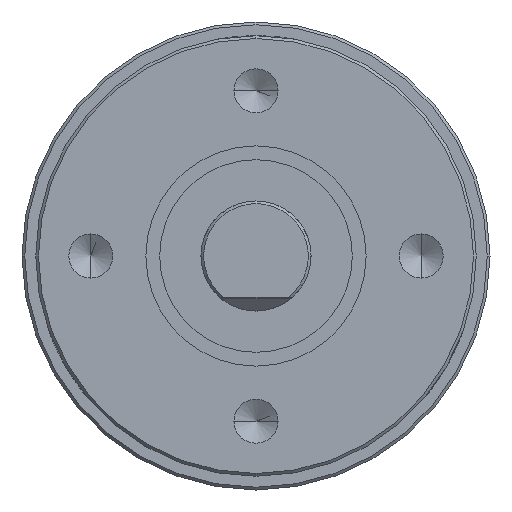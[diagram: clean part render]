
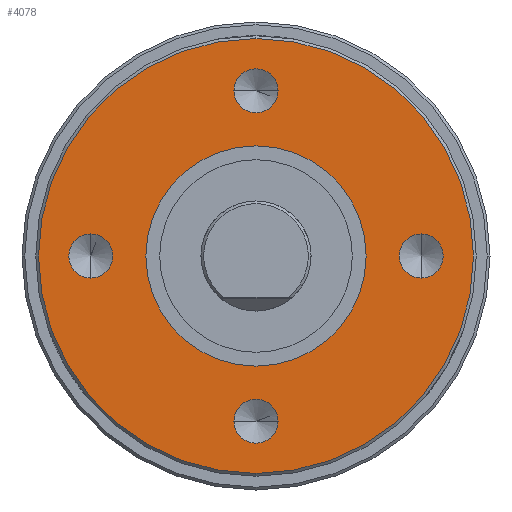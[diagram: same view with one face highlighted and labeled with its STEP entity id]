
A CAD part, left-side view. The second image highlights one B-rep face of the part: STEP entity #4078.
In plain terms, the highlighted planar face has unit normal (-1, 0, 0).
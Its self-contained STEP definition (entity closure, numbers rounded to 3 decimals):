
#442=CARTESIAN_POINT('',(-16.,0.,0.));
#443=DIRECTION('',(-1.,0.,0.));
#444=DIRECTION('',(0.,0.,-1.));
#445=AXIS2_PLACEMENT_3D('',#442,#443,#444);
#447=CARTESIAN_POINT('',(-16.,0.,0.));
#448=DIRECTION('',(-1.,0.,0.));
#449=DIRECTION('',(0.,0.,1.));
#450=AXIS2_PLACEMENT_3D('',#447,#448,#449);
#452=CARTESIAN_POINT('',(-16.,-6.,0.));
#453=DIRECTION('',(-1.,0.,0.));
#454=DIRECTION('',(0.,0.,-1.));
#455=AXIS2_PLACEMENT_3D('',#452,#453,#454);
#457=CARTESIAN_POINT('',(-16.,-6.,0.));
#458=DIRECTION('',(-1.,0.,0.));
#459=DIRECTION('',(0.,0.,1.));
#460=AXIS2_PLACEMENT_3D('',#457,#458,#459);
#462=CARTESIAN_POINT('',(-16.,0.,-6.));
#463=DIRECTION('',(-1.,0.,0.));
#464=DIRECTION('',(0.,1.,0.));
#465=AXIS2_PLACEMENT_3D('',#462,#463,#464);
#467=CARTESIAN_POINT('',(-16.,0.,-6.));
#468=DIRECTION('',(-1.,0.,0.));
#469=DIRECTION('',(0.,-1.,0.));
#470=AXIS2_PLACEMENT_3D('',#467,#468,#469);
#472=CARTESIAN_POINT('',(-16.,6.,0.));
#473=DIRECTION('',(-1.,0.,0.));
#474=DIRECTION('',(0.,0.,1.));
#475=AXIS2_PLACEMENT_3D('',#472,#473,#474);
#477=CARTESIAN_POINT('',(-16.,6.,0.));
#478=DIRECTION('',(-1.,0.,0.));
#479=DIRECTION('',(0.,0.,-1.));
#480=AXIS2_PLACEMENT_3D('',#477,#478,#479);
#482=CARTESIAN_POINT('',(-16.,0.,6.));
#483=DIRECTION('',(-1.,0.,0.));
#484=DIRECTION('',(0.,-1.,0.));
#485=AXIS2_PLACEMENT_3D('',#482,#483,#484);
#487=CARTESIAN_POINT('',(-16.,0.,6.));
#488=DIRECTION('',(-1.,0.,0.));
#489=DIRECTION('',(0.,1.,0.));
#490=AXIS2_PLACEMENT_3D('',#487,#488,#489);
#504=CARTESIAN_POINT('',(-16.,0.,0.));
#505=DIRECTION('',(-1.,0.,0.));
#506=DIRECTION('',(0.,0.,-1.));
#507=AXIS2_PLACEMENT_3D('',#504,#505,#506);
#509=CARTESIAN_POINT('',(-16.,0.,0.));
#510=DIRECTION('',(1.,0.,0.));
#511=DIRECTION('',(0.,0.,-1.));
#512=AXIS2_PLACEMENT_3D('',#509,#510,#511);
#3350=CARTESIAN_POINT('',(-16.,0.,-4.));
#3352=VERTEX_POINT('',#3350);
#3358=CARTESIAN_POINT('',(-16.,0.,4.));
#3360=VERTEX_POINT('',#3358);
#3378=CARTESIAN_POINT('',(-16.,-6.,-0.8));
#3379=CARTESIAN_POINT('',(-16.,-6.,0.8));
#3380=VERTEX_POINT('',#3378);
#3381=VERTEX_POINT('',#3379);
#3388=CARTESIAN_POINT('',(-16.,0.8,-6.));
#3389=CARTESIAN_POINT('',(-16.,-0.8,-6.));
#3390=VERTEX_POINT('',#3388);
#3391=VERTEX_POINT('',#3389);
#3398=CARTESIAN_POINT('',(-16.,6.,0.8));
#3399=CARTESIAN_POINT('',(-16.,6.,-0.8));
#3400=VERTEX_POINT('',#3398);
#3401=VERTEX_POINT('',#3399);
#3408=CARTESIAN_POINT('',(-16.,-0.8,6.));
#3409=CARTESIAN_POINT('',(-16.,0.8,6.));
#3410=VERTEX_POINT('',#3408);
#3411=VERTEX_POINT('',#3409);
#3436=CARTESIAN_POINT('',(-16.,0.,-7.9));
#3437=CARTESIAN_POINT('',(-16.,0.,7.9));
#3438=VERTEX_POINT('',#3436);
#3439=VERTEX_POINT('',#3437);
#4038=CARTESIAN_POINT('',(-16.,0.,0.));
#4039=DIRECTION('',(1.,0.,0.));
#4040=DIRECTION('',(0.,0.,1.));
#4041=AXIS2_PLACEMENT_3D('',#4038,#4039,#4040);
#4042=PLANE('',#4041);
#4043=ORIENTED_EDGE('',*,*,#4028,.F.);
#4045=ORIENTED_EDGE('',*,*,#4044,.F.);
#4046=EDGE_LOOP('',(#4043,#4045));
#4047=FACE_OUTER_BOUND('',#4046,.F.);
#4049=ORIENTED_EDGE('',*,*,#4048,.T.);
#4051=ORIENTED_EDGE('',*,*,#4050,.F.);
#4052=EDGE_LOOP('',(#4049,#4051));
#4053=FACE_BOUND('',#4052,.F.);
#4055=ORIENTED_EDGE('',*,*,#4054,.T.);
#4057=ORIENTED_EDGE('',*,*,#4056,.T.);
#4058=EDGE_LOOP('',(#4055,#4057));
#4059=FACE_BOUND('',#4058,.F.);
#4061=ORIENTED_EDGE('',*,*,#4060,.T.);
#4063=ORIENTED_EDGE('',*,*,#4062,.T.);
#4064=EDGE_LOOP('',(#4061,#4063));
#4065=FACE_BOUND('',#4064,.F.);
#4067=ORIENTED_EDGE('',*,*,#4066,.T.);
#4069=ORIENTED_EDGE('',*,*,#4068,.T.);
#4070=EDGE_LOOP('',(#4067,#4069));
#4071=FACE_BOUND('',#4070,.F.);
#4073=ORIENTED_EDGE('',*,*,#4072,.T.);
#4075=ORIENTED_EDGE('',*,*,#4074,.T.);
#4076=EDGE_LOOP('',(#4073,#4075));
#4077=FACE_BOUND('',#4076,.F.);
#4078=ADVANCED_FACE('',(#4047,#4053,#4059,#4065,#4071,#4077),#4042,.F.);
#446=CIRCLE('',#445,7.9);
#451=CIRCLE('',#450,7.9);
#456=CIRCLE('',#455,0.8);
#461=CIRCLE('',#460,0.8);
#466=CIRCLE('',#465,0.8);
#471=CIRCLE('',#470,0.8);
#476=CIRCLE('',#475,0.8);
#481=CIRCLE('',#480,0.8);
#486=CIRCLE('',#485,0.8);
#491=CIRCLE('',#490,0.8);
#508=CIRCLE('',#507,4.);
#513=CIRCLE('',#512,4.);
#4028=EDGE_CURVE('',#3438,#3439,#446,.T.);
#4044=EDGE_CURVE('',#3439,#3438,#451,.T.);
#4048=EDGE_CURVE('',#3352,#3360,#508,.T.);
#4050=EDGE_CURVE('',#3352,#3360,#513,.T.);
#4054=EDGE_CURVE('',#3380,#3381,#456,.T.);
#4056=EDGE_CURVE('',#3381,#3380,#461,.T.);
#4060=EDGE_CURVE('',#3390,#3391,#466,.T.);
#4062=EDGE_CURVE('',#3391,#3390,#471,.T.);
#4066=EDGE_CURVE('',#3400,#3401,#476,.T.);
#4068=EDGE_CURVE('',#3401,#3400,#481,.T.);
#4072=EDGE_CURVE('',#3410,#3411,#486,.T.);
#4074=EDGE_CURVE('',#3411,#3410,#491,.T.);
